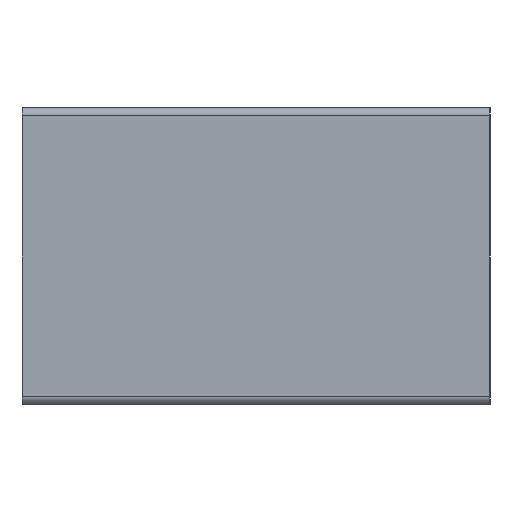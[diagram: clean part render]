
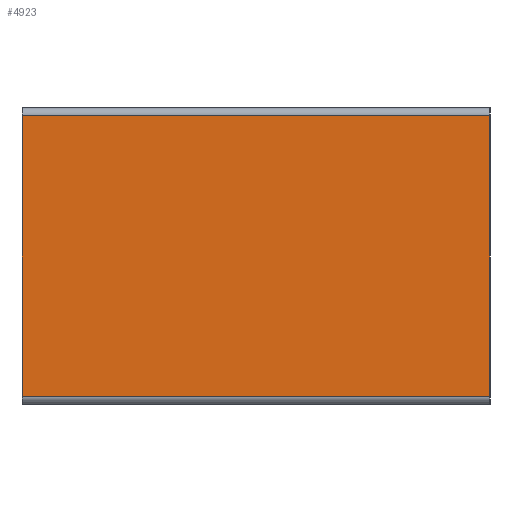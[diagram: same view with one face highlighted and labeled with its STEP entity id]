
A CAD part, left-side view. The second image highlights one B-rep face of the part: STEP entity #4923.
In plain terms, the highlighted planar face has unit normal (-1, 0, 0).
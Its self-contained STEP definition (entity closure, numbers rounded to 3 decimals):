
#9=DIRECTION('',(0.,0.,1.));
#10=VECTOR('',#9,10.5);
#11=CARTESIAN_POINT('',(-17.,0.,-5.25));
#12=LINE('',#11,#10);
#1419=DIRECTION('',(0.,0.,1.));
#1420=VECTOR('',#1419,10.5);
#1421=CARTESIAN_POINT('',(-17.,17.5,-5.25));
#1422=LINE('',#1421,#1420);
#1462=DIRECTION('',(0.,-1.,0.));
#1463=VECTOR('',#1462,17.5);
#1464=CARTESIAN_POINT('',(-17.,17.5,5.25));
#1465=LINE('',#1464,#1463);
#1489=DIRECTION('',(0.,-1.,0.));
#1490=VECTOR('',#1489,17.5);
#1491=CARTESIAN_POINT('',(-17.,17.5,-5.25));
#1492=LINE('',#1491,#1490);
#2050=CARTESIAN_POINT('',(-17.,17.5,5.25));
#2051=CARTESIAN_POINT('',(-17.,0.,5.25));
#2052=VERTEX_POINT('',#2050);
#2053=VERTEX_POINT('',#2051);
#2062=CARTESIAN_POINT('',(-17.,17.5,-5.25));
#2063=VERTEX_POINT('',#2062);
#2064=CARTESIAN_POINT('',(-17.,0.,-5.25));
#2065=VERTEX_POINT('',#2064);
#4911=CARTESIAN_POINT('',(-17.,0.,-5.55));
#4912=DIRECTION('',(-1.,0.,0.));
#4913=DIRECTION('',(0.,0.,1.));
#4914=AXIS2_PLACEMENT_3D('',#4911,#4912,#4913);
#4915=PLANE('',#4914);
#4916=ORIENTED_EDGE('',*,*,#4903,.T.);
#4917=ORIENTED_EDGE('',*,*,#2168,.F.);
#4919=ORIENTED_EDGE('',*,*,#4918,.F.);
#4920=ORIENTED_EDGE('',*,*,#4855,.T.);
#4921=EDGE_LOOP('',(#4916,#4917,#4919,#4920));
#4922=FACE_OUTER_BOUND('',#4921,.F.);
#4923=ADVANCED_FACE('',(#4922),#4915,.T.);
#2168=EDGE_CURVE('',#2065,#2053,#12,.T.);
#4855=EDGE_CURVE('',#2063,#2052,#1422,.T.);
#4903=EDGE_CURVE('',#2052,#2053,#1465,.T.);
#4918=EDGE_CURVE('',#2063,#2065,#1492,.T.);
